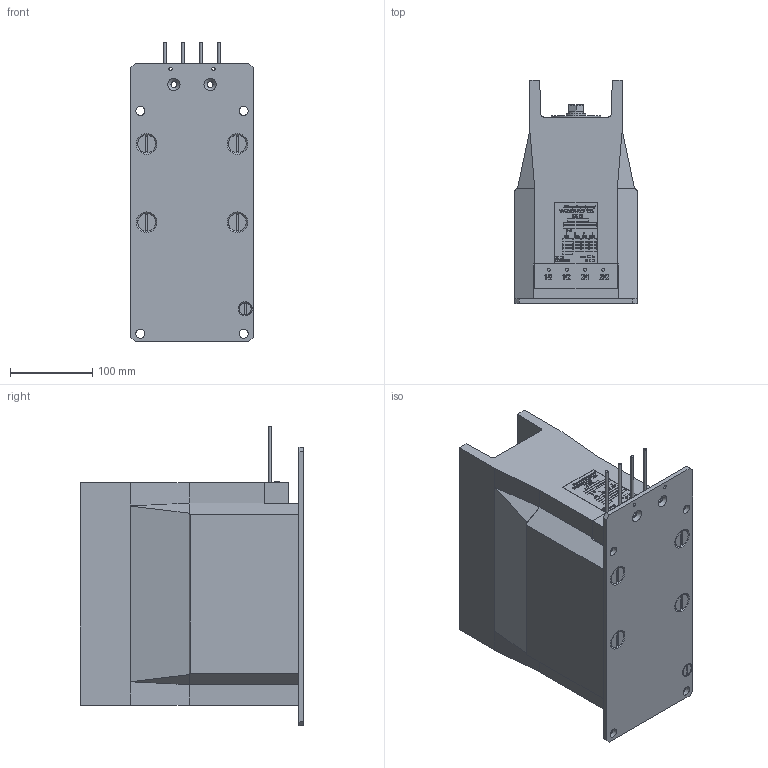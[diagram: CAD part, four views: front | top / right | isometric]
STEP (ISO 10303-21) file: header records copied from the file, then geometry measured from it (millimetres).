
FILE_DESCRIPTION(('STEP AP214'), '1');
FILE_NAME('ﾒﾋﾊ-10-9ﾌ1 ﾒ瀨瑣ⅱ', '2023-06-23T09:02:09', ('UNSPECIFIED'), ('UNSPECIFIED'), 'ASCON STEP Converter 1.3', 'ASCON Math Kernel', '');
FILE_SCHEMA(('AUTOMOTIVE_DESIGN { 1 0 10303 214 3 1 1}'));
Length unit declared in the file: millimetre
Products named in the file (28): 屡扔.758472.007-01; 屡扔.757465.006; 屡扔.733411.007-04
Assembly tree (66 placements, depth 3):
  (unnamed)
    (unnamed)
      (unnamed)
      屡扔.758472.007-01  x4
      (unnamed)  x4
      屡扔.757465.006  x2
      屡扔.733411.007-04
      (unnamed)  x4
      (unnamed)
      (unnamed)  x2
      (unnamed)  x2
    (unnamed)  x4
    (unnamed)
      (unnamed)
      (unnamed)
    (unnamed)  x4
    (unnamed)  x4
    (unnamed)
      (unnamed)
      (unnamed)
    (unnamed)
      (unnamed)
      (unnamed)
    (unnamed)
      (unnamed)
      (unnamed)
    (unnamed)  x4
    (unnamed)  x5
    (unnamed)  x5
    (unnamed)  x5
    (unnamed)
Bounding box: 148 x 271 x 363.4 mm (x, y, z)
Volume: 8448534.9 mm3; surface area: 503339.9 mm2
Topology: 66 solids, 66 shells, 6844 faces, 19213 edges, 12778 vertices
Faces by surface type: plane 4160, cylinder 2530, cone 97, torus 29, bspline 28
Full cylindrical faces by diameter (mm): 2.5 x4, 2.8 x4, 3 x8, 3.5 x4, 4.136 x2, 4.8 x4, 4.917 x4, 6 x4, 6.4 x8, 6.647 x2, 7 x2, 8 x1, 8.4 x2, 9 x1, 10.106 x8, 11 x4, 12 x17, 13 x17, 14 x4, 15 x4, 16 x2, 20 x2, 24 x5, 56 x2, 60 x4
Entity records: 265267 total; most frequent: CARTESIAN_POINT 39281, ORIENTED_EDGE 36442, DIRECTION 35996, EDGE_CURVE 18221, LINE 13246, VECTOR 13246, VERTEX_POINT 12185, AXIS2_PLACEMENT_3D 11375
